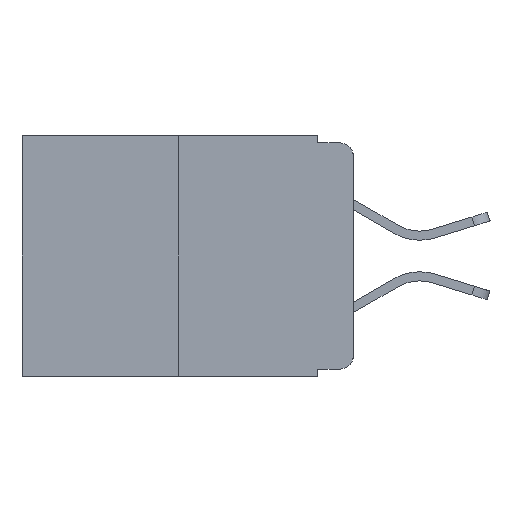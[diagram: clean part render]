
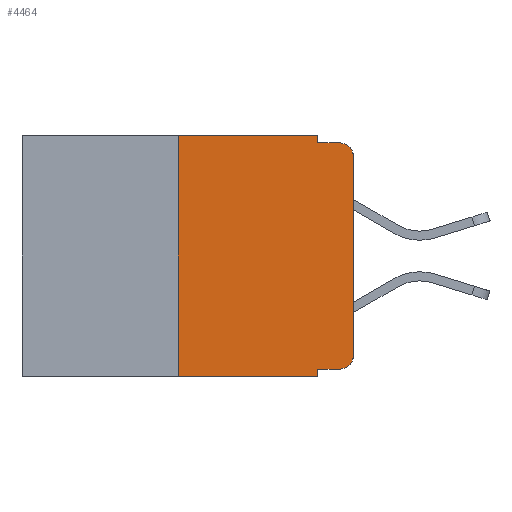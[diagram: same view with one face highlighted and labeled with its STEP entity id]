
A CAD part, left-side view. The second image highlights one B-rep face of the part: STEP entity #4464.
In plain terms, the highlighted planar face has unit normal (-1, 0, 0).
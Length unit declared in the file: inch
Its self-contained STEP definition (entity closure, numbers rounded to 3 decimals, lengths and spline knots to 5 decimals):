
#294 = EDGE_CURVE ( 'NONE', #10852, #7034, #20504, .T. ) ;
#959 = ORIENTED_EDGE ( 'NONE', *, *, #9063, .F. ) ;
#1023 = EDGE_CURVE ( 'NONE', #7479, #7034, #4787, .T. ) ;
#1445 = LINE ( 'NONE', #8525, #13675 ) ;
#1501 = LINE ( 'NONE', #16757, #4210 ) ;
#1859 = ORIENTED_EDGE ( 'NONE', *, *, #4734, .F. ) ;
#1931 = VECTOR ( 'NONE', #11888, 39.37008 ) ;
#2355 = EDGE_CURVE ( 'NONE', #7348, #10852, #1501, .T. ) ;
#2546 = DIRECTION ( 'NONE',  ( -1., 0., 0. ) ) ;
#3256 = CARTESIAN_POINT ( 'NONE',  ( 0., 0., -0.313 ) ) ;
#3545 = CARTESIAN_POINT ( 'NONE',  ( 0., 0.051, -0.343 ) ) ;
#4135 = LINE ( 'NONE', #12280, #19326 ) ;
#4210 = VECTOR ( 'NONE', #16895, 39.37008 ) ;
#4464 = ADVANCED_FACE ( 'NONE', ( #11649 ), #13510, .F. ) ;
#4734 = EDGE_CURVE ( 'NONE', #8195, #12492, #9170, .T. ) ;
#4787 = LINE ( 'NONE', #18662, #11292 ) ;
#5211 = AXIS2_PLACEMENT_3D ( 'NONE', #18143, #14870, #18076 ) ;
#5587 = ORIENTED_EDGE ( 'NONE', *, *, #1023, .F. ) ;
#5679 = LINE ( 'NONE', #12596, #12430 ) ;
#5984 = ORIENTED_EDGE ( 'NONE', *, *, #9728, .F. ) ;
#6192 = EDGE_CURVE ( 'NONE', #12230, #7348, #6340, .T. ) ;
#6340 = CIRCLE ( 'NONE', #15749, 0.02 ) ;
#7034 = VERTEX_POINT ( 'NONE', #10791 ) ;
#7348 = VERTEX_POINT ( 'NONE', #3256 ) ;
#7479 = VERTEX_POINT ( 'NONE', #8125 ) ;
#7504 = DIRECTION ( 'NONE',  ( 0., -1., 0. ) ) ;
#7743 = VECTOR ( 'NONE', #7504, 39.37008 ) ;
#7765 = EDGE_CURVE ( 'NONE', #18902, #12772, #14446, .T. ) ;
#8125 = CARTESIAN_POINT ( 'NONE',  ( 0., 0.051, -0.01 ) ) ;
#8195 = VERTEX_POINT ( 'NONE', #14821 ) ;
#8525 = CARTESIAN_POINT ( 'NONE',  ( 0., 0.051, -0.333 ) ) ;
#8721 = ORIENTED_EDGE ( 'NONE', *, *, #2355, .T. ) ;
#9063 = EDGE_CURVE ( 'NONE', #12492, #7479, #5679, .T. ) ;
#9156 = DIRECTION ( 'NONE',  ( 0., -1., 0. ) ) ;
#9170 = LINE ( 'NONE', #18187, #1931 ) ;
#9728 = EDGE_CURVE ( 'NONE', #15646, #12772, #4135, .T. ) ;
#9769 = LINE ( 'NONE', #10823, #16451 ) ;
#10627 = ORIENTED_EDGE ( 'NONE', *, *, #14987, .F. ) ;
#10791 = CARTESIAN_POINT ( 'NONE',  ( 0., 0.02, -0.01 ) ) ;
#10823 = CARTESIAN_POINT ( 'NONE',  ( 0., 0.25, 0. ) ) ;
#10852 = VERTEX_POINT ( 'NONE', #14931 ) ;
#11292 = VECTOR ( 'NONE', #9156, 39.37008 ) ;
#11526 = CARTESIAN_POINT ( 'NONE',  ( 0., 0.25, -0.343 ) ) ;
#11649 = FACE_OUTER_BOUND ( 'NONE', #17093, .T. ) ;
#11692 = CARTESIAN_POINT ( 'NONE',  ( 0., 0.02, -0.03 ) ) ;
#11733 = DIRECTION ( 'NONE',  ( 0., -1., 0. ) ) ;
#11888 = DIRECTION ( 'NONE',  ( 0., -1., 0. ) ) ;
#12114 = ORIENTED_EDGE ( 'NONE', *, *, #7765, .T. ) ;
#12140 = DIRECTION ( 'NONE',  ( 0., 0., -1. ) ) ;
#12230 = VERTEX_POINT ( 'NONE', #16159 ) ;
#12280 = CARTESIAN_POINT ( 'NONE',  ( 0., 0.051, 0. ) ) ;
#12430 = VECTOR ( 'NONE', #18975, 39.37008 ) ;
#12447 = CARTESIAN_POINT ( 'NONE',  ( 0., 0.051, 0. ) ) ;
#12492 = VERTEX_POINT ( 'NONE', #12447 ) ;
#12596 = CARTESIAN_POINT ( 'NONE',  ( 0., 0.051, 0. ) ) ;
#12772 = VERTEX_POINT ( 'NONE', #3545 ) ;
#12931 = DIRECTION ( 'NONE',  ( -1., 0., 0. ) ) ;
#13510 = PLANE ( 'NONE',  #5211 ) ;
#13675 = VECTOR ( 'NONE', #11733, 39.37008 ) ;
#14446 = LINE ( 'NONE', #15403, #7743 ) ;
#14527 = ORIENTED_EDGE ( 'NONE', *, *, #6192, .T. ) ;
#14821 = CARTESIAN_POINT ( 'NONE',  ( 0., 0.25, 0. ) ) ;
#14870 = DIRECTION ( 'NONE',  ( 1., 0., 0. ) ) ;
#14893 = AXIS2_PLACEMENT_3D ( 'NONE', #11692, #2546, #18197 ) ;
#14931 = CARTESIAN_POINT ( 'NONE',  ( 0., 0., -0.03 ) ) ;
#14987 = EDGE_CURVE ( 'NONE', #18902, #8195, #9769, .T. ) ;
#15403 = CARTESIAN_POINT ( 'NONE',  ( 0., 0.473, -0.343 ) ) ;
#15568 = CARTESIAN_POINT ( 'NONE',  ( 0., 0.051, -0.333 ) ) ;
#15646 = VERTEX_POINT ( 'NONE', #15568 ) ;
#15749 = AXIS2_PLACEMENT_3D ( 'NONE', #16321, #12931, #17777 ) ;
#16159 = CARTESIAN_POINT ( 'NONE',  ( 0., 0.02, -0.333 ) ) ;
#16321 = CARTESIAN_POINT ( 'NONE',  ( 0., 0.02, -0.313 ) ) ;
#16451 = VECTOR ( 'NONE', #17211, 39.37008 ) ;
#16757 = CARTESIAN_POINT ( 'NONE',  ( 0., 0., 0. ) ) ;
#16895 = DIRECTION ( 'NONE',  ( 0., 0., 1. ) ) ;
#17093 = EDGE_LOOP ( 'NONE', ( #8721, #17272, #5587, #959, #1859, #10627, #12114, #5984, #17885, #14527 ) ) ;
#17211 = DIRECTION ( 'NONE',  ( 0., 0., 1. ) ) ;
#17272 = ORIENTED_EDGE ( 'NONE', *, *, #294, .T. ) ;
#17777 = DIRECTION ( 'NONE',  ( 0., 0., -1. ) ) ;
#17885 = ORIENTED_EDGE ( 'NONE', *, *, #18877, .T. ) ;
#18076 = DIRECTION ( 'NONE',  ( 0., 0., -1. ) ) ;
#18143 = CARTESIAN_POINT ( 'NONE',  ( 0., 0.473, 0. ) ) ;
#18187 = CARTESIAN_POINT ( 'NONE',  ( 0., 0.473, 0. ) ) ;
#18197 = DIRECTION ( 'NONE',  ( 0., 0., -1. ) ) ;
#18662 = CARTESIAN_POINT ( 'NONE',  ( 0., 0.051, -0.01 ) ) ;
#18877 = EDGE_CURVE ( 'NONE', #15646, #12230, #1445, .T. ) ;
#18902 = VERTEX_POINT ( 'NONE', #11526 ) ;
#18975 = DIRECTION ( 'NONE',  ( 0., 0., -1. ) ) ;
#19326 = VECTOR ( 'NONE', #12140, 39.37008 ) ;
#20504 = CIRCLE ( 'NONE', #14893, 0.02 ) ;
